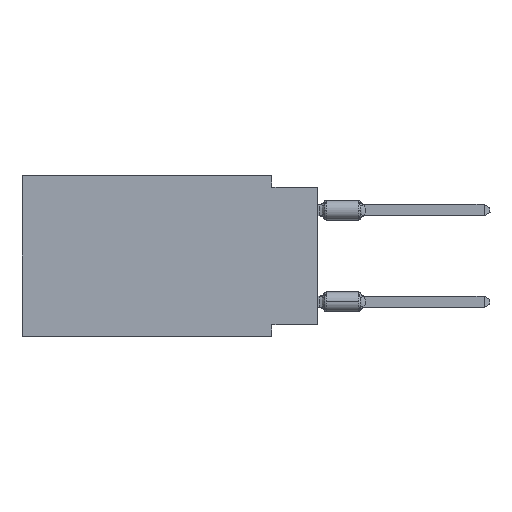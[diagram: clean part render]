
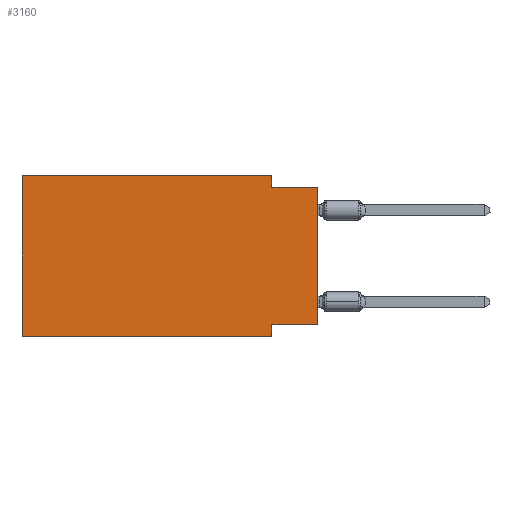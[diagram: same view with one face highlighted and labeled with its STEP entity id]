
A CAD part, left-side view. The second image highlights one B-rep face of the part: STEP entity #3160.
In plain terms, the highlighted planar face has unit normal (-1, 0, 0).
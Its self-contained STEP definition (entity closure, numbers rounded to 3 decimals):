
#1007 = EDGE_CURVE ( 'NONE', #27011, #28292, #15370, .T. ) ;
#1203 = ORIENTED_EDGE ( 'NONE', *, *, #34719, .F. ) ;
#1414 = CARTESIAN_POINT ( 'NONE',  ( 0., 2.54, -8.255 ) ) ;
#1447 = CARTESIAN_POINT ( 'NONE',  ( 0., 16.383, 0. ) ) ;
#2646 = CARTESIAN_POINT ( 'NONE',  ( 0., 0., 0. ) ) ;
#2694 = CARTESIAN_POINT ( 'NONE',  ( 0., 0., -0.635 ) ) ;
#3156 = FACE_OUTER_BOUND ( 'NONE', #43348, .T. ) ;
#3160 = ADVANCED_FACE ( 'NONE', ( #3156 ), #31506, .F. ) ;
#3335 = ORIENTED_EDGE ( 'NONE', *, *, #11493, .F. ) ;
#4324 = DIRECTION ( 'NONE',  ( 0., 0., -1. ) ) ;
#5207 = CARTESIAN_POINT ( 'NONE',  ( 0., 2.54, -0.635 ) ) ;
#5460 = VERTEX_POINT ( 'NONE', #1414 ) ;
#5727 = DIRECTION ( 'NONE',  ( 0., -1., 0. ) ) ;
#7811 = EDGE_CURVE ( 'NONE', #5460, #12902, #23803, .T. ) ;
#7828 = CARTESIAN_POINT ( 'NONE',  ( 0., 16.383, -8.89 ) ) ;
#9058 = VERTEX_POINT ( 'NONE', #44288 ) ;
#9431 = LINE ( 'NONE', #41304, #43736 ) ;
#10343 = DIRECTION ( 'NONE',  ( 1., 0., 0. ) ) ;
#11012 = VECTOR ( 'NONE', #35539, 1000. ) ;
#11493 = EDGE_CURVE ( 'NONE', #29906, #5460, #36283, .T. ) ;
#12123 = VERTEX_POINT ( 'NONE', #2694 ) ;
#12770 = CARTESIAN_POINT ( 'NONE',  ( 0., 2.54, -8.89 ) ) ;
#12902 = VERTEX_POINT ( 'NONE', #12770 ) ;
#13008 = EDGE_CURVE ( 'NONE', #28292, #9058, #42046, .T. ) ;
#13068 = CARTESIAN_POINT ( 'NONE',  ( 0., 0., -8.255 ) ) ;
#13183 = VECTOR ( 'NONE', #4324, 1000. ) ;
#13259 = EDGE_CURVE ( 'NONE', #27011, #12902, #9431, .T. ) ;
#14514 = DIRECTION ( 'NONE',  ( 0., 0., -1. ) ) ;
#14679 = DIRECTION ( 'NONE',  ( 0., 0., 1. ) ) ;
#14867 = VECTOR ( 'NONE', #17498, 1000. ) ;
#14948 = LINE ( 'NONE', #43326, #40846 ) ;
#15370 = LINE ( 'NONE', #1447, #29022 ) ;
#15985 = EDGE_CURVE ( 'NONE', #25954, #12123, #14948, .T. ) ;
#16632 = AXIS2_PLACEMENT_3D ( 'NONE', #45699, #10343, #14514 ) ;
#16813 = DIRECTION ( 'NONE',  ( 0., 0., -1. ) ) ;
#17498 = DIRECTION ( 'NONE',  ( 0., 0., 1. ) ) ;
#17833 = CARTESIAN_POINT ( 'NONE',  ( 0., 16.383, 0. ) ) ;
#22306 = DIRECTION ( 'NONE',  ( 0., 1., 0. ) ) ;
#23803 = LINE ( 'NONE', #44523, #41359 ) ;
#24596 = CARTESIAN_POINT ( 'NONE',  ( 0., 16.383, 0. ) ) ;
#24695 = EDGE_CURVE ( 'NONE', #29906, #12123, #28207, .T. ) ;
#25354 = ORIENTED_EDGE ( 'NONE', *, *, #13008, .F. ) ;
#25794 = CARTESIAN_POINT ( 'NONE',  ( 0., 0., -8.255 ) ) ;
#25954 = VERTEX_POINT ( 'NONE', #5207 ) ;
#27011 = VERTEX_POINT ( 'NONE', #7828 ) ;
#28207 = LINE ( 'NONE', #2646, #14867 ) ;
#28292 = VERTEX_POINT ( 'NONE', #17833 ) ;
#28492 = ORIENTED_EDGE ( 'NONE', *, *, #15985, .F. ) ;
#29022 = VECTOR ( 'NONE', #14679, 1000. ) ;
#29906 = VERTEX_POINT ( 'NONE', #13068 ) ;
#30773 = ORIENTED_EDGE ( 'NONE', *, *, #13259, .T. ) ;
#31506 = PLANE ( 'NONE',  #16632 ) ;
#34719 = EDGE_CURVE ( 'NONE', #9058, #25954, #36181, .T. ) ;
#35539 = DIRECTION ( 'NONE',  ( 0., -1., 0. ) ) ;
#36181 = LINE ( 'NONE', #36428, #13183 ) ;
#36283 = LINE ( 'NONE', #25794, #42347 ) ;
#36428 = CARTESIAN_POINT ( 'NONE',  ( 0., 2.54, 0. ) ) ;
#37844 = ORIENTED_EDGE ( 'NONE', *, *, #24695, .T. ) ;
#39806 = ORIENTED_EDGE ( 'NONE', *, *, #7811, .F. ) ;
#40846 = VECTOR ( 'NONE', #42849, 1000. ) ;
#41304 = CARTESIAN_POINT ( 'NONE',  ( 0., 16.383, -8.89 ) ) ;
#41359 = VECTOR ( 'NONE', #16813, 1000. ) ;
#42003 = ORIENTED_EDGE ( 'NONE', *, *, #1007, .F. ) ;
#42046 = LINE ( 'NONE', #24596, #11012 ) ;
#42347 = VECTOR ( 'NONE', #22306, 1000. ) ;
#42849 = DIRECTION ( 'NONE',  ( 0., -1., 0. ) ) ;
#43326 = CARTESIAN_POINT ( 'NONE',  ( 0., 0., -0.635 ) ) ;
#43348 = EDGE_LOOP ( 'NONE', ( #37844, #28492, #1203, #25354, #42003, #30773, #39806, #3335 ) ) ;
#43736 = VECTOR ( 'NONE', #5727, 1000. ) ;
#44288 = CARTESIAN_POINT ( 'NONE',  ( 0., 2.54, 0. ) ) ;
#44523 = CARTESIAN_POINT ( 'NONE',  ( 0., 2.54, -8.89 ) ) ;
#45699 = CARTESIAN_POINT ( 'NONE',  ( 0., 16.383, 0. ) ) ;
